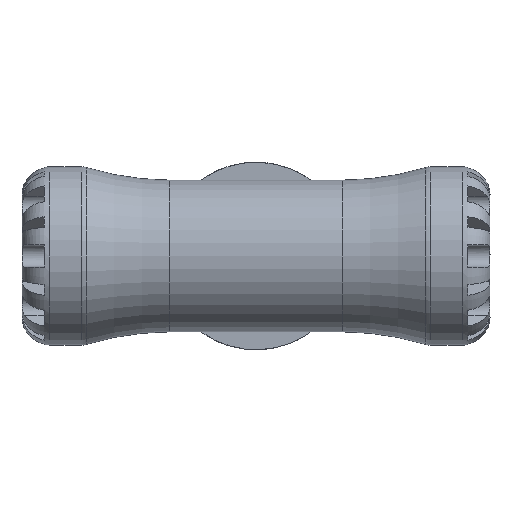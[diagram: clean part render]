
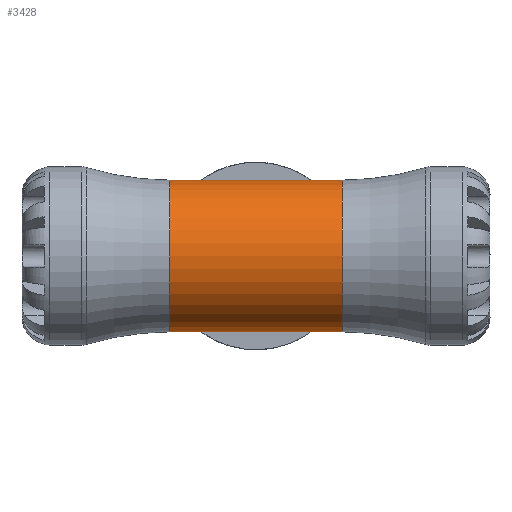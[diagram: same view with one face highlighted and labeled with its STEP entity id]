
A CAD part, front view. The second image highlights one B-rep face of the part: STEP entity #3428.
In plain terms, the highlighted cylindrical face has radius 24.65 mm (diameter 49.3 mm), a full revolution.
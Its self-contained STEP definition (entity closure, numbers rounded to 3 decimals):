
#604=B_SPLINE_CURVE_WITH_KNOTS('',3,(#4997,#4998,#4999,#5000,#5001,#5002,
#5003,#5004,#5005,#5006,#5007,#5008,#5009,#5010,#5011,#5012,#5013,#5014,
#5015,#5016,#5017,#5018,#5019,#5020,#5021,#5022,#5023,#5024,#5025,#5026,
#5027,#5028,#5029,#5030,#5031,#5032,#5033,#5034,#5035,#5036,#5037,#5038,
#5039,#5040,#5041,#5042,#5043,#5044,#5045,#5046,#5047,#5048,#5049,#5050,
#5051,#5052,#5053,#5054,#5055,#5056,#5057,#5058,#5059,#5060,#5061,#5062,
#5063,#5064,#5065,#5066,#5067,#5068,#5069,#5070),.UNSPECIFIED.,.T.,.F.,
(4,2,2,2,2,2,2,2,2,2,2,2,2,2,2,2,2,2,2,2,2,2,2,2,2,2,2,2,2,2,2,2,2,2,2,
2,4),(0.,0.265,0.531,1.062,1.592,
2.123,2.597,3.07,3.543,4.017,
4.49,4.963,5.437,5.91,6.441,
6.972,7.503,7.768,8.033,8.299,
8.564,9.095,9.626,10.157,10.63,
11.103,11.577,12.05,12.523,12.997,
13.47,13.944,14.474,15.005,15.536,
15.801,16.067),.UNSPECIFIED.);
#701=FACE_BOUND('',#938,.T.);
#702=FACE_BOUND('',#939,.T.);
#732=FACE_OUTER_BOUND('',#937,.T.);
#937=EDGE_LOOP('',(#2173));
#938=EDGE_LOOP('',(#2174));
#939=EDGE_LOOP('',(#2175));
#1173=CIRCLE('',#3636,24.65);
#1174=CIRCLE('',#3637,24.65);
#1349=VERTEX_POINT('',#4992);
#1350=VERTEX_POINT('',#4994);
#1351=VERTEX_POINT('',#4996);
#1674=EDGE_CURVE('',#1349,#1349,#1173,.T.);
#1675=EDGE_CURVE('',#1350,#1350,#1174,.T.);
#1676=EDGE_CURVE('',#1351,#1351,#604,.T.);
#2173=ORIENTED_EDGE('',*,*,#1674,.F.);
#2174=ORIENTED_EDGE('',*,*,#1675,.T.);
#2175=ORIENTED_EDGE('',*,*,#1676,.F.);
#3171=CYLINDRICAL_SURFACE('',#3635,24.65);
#3428=ADVANCED_FACE('',(#732,#701,#702),#3171,.T.);
#3635=AXIS2_PLACEMENT_3D('',#4991,#4018,#4019);
#3636=AXIS2_PLACEMENT_3D('',#4993,#4020,#4021);
#3637=AXIS2_PLACEMENT_3D('',#4995,#4022,#4023);
#4018=DIRECTION('center_axis',(1.,0.,0.));
#4019=DIRECTION('ref_axis',(0.,1.,0.));
#4020=DIRECTION('center_axis',(1.,0.,0.));
#4021=DIRECTION('ref_axis',(0.,0.,-1.));
#4022=DIRECTION('center_axis',(1.,0.,0.));
#4023=DIRECTION('ref_axis',(0.,0.,-1.));
#4991=CARTESIAN_POINT('Origin',(14.,0.,0.));
#4992=CARTESIAN_POINT('',(28.,24.65,0.));
#4993=CARTESIAN_POINT('Origin',(28.,0.,0.));
#4994=CARTESIAN_POINT('',(-28.,24.65,0.));
#4995=CARTESIAN_POINT('Origin',(-28.,0.,0.));
#4996=CARTESIAN_POINT('',(0.,8.33,-23.2));
#4997=CARTESIAN_POINT('Ctrl Pts',(0.,8.33,
-23.2));
#4998=CARTESIAN_POINT('Ctrl Pts',(-0.885,8.33,-23.2));
#4999=CARTESIAN_POINT('Ctrl Pts',(-1.71,8.47,-23.151));
#5000=CARTESIAN_POINT('Ctrl Pts',(-3.29,8.924,-22.979));
#5001=CARTESIAN_POINT('Ctrl Pts',(-4.044,9.237,-22.857));
#5002=CARTESIAN_POINT('Ctrl Pts',(-6.251,10.336,-22.392));
#5003=CARTESIAN_POINT('Ctrl Pts',(-7.649,11.271,-21.953));
#5004=CARTESIAN_POINT('Ctrl Pts',(-10.376,13.274,-20.803));
#5005=CARTESIAN_POINT('Ctrl Pts',(-11.693,14.34,-20.094));
#5006=CARTESIAN_POINT('Ctrl Pts',(-14.178,16.43,-18.424));
#5007=CARTESIAN_POINT('Ctrl Pts',(-15.347,17.455,-17.463));
#5008=CARTESIAN_POINT('Ctrl Pts',(-17.349,19.24,-15.461));
#5009=CARTESIAN_POINT('Ctrl Pts',(-18.266,20.073,-14.378));
#5010=CARTESIAN_POINT('Ctrl Pts',(-19.931,21.599,-11.965));
#5011=CARTESIAN_POINT('Ctrl Pts',(-20.677,22.29,-10.635));
#5012=CARTESIAN_POINT('Ctrl Pts',(-21.905,23.435,-7.796));
#5013=CARTESIAN_POINT('Ctrl Pts',(-22.389,23.888,-6.284));
#5014=CARTESIAN_POINT('Ctrl Pts',(-23.037,24.496,-3.175));
#5015=CARTESIAN_POINT('Ctrl Pts',(-23.2,24.65,-1.578));
#5016=CARTESIAN_POINT('Ctrl Pts',(-23.2,24.65,1.578));
#5017=CARTESIAN_POINT('Ctrl Pts',(-23.037,24.496,3.175));
#5018=CARTESIAN_POINT('Ctrl Pts',(-22.389,23.888,6.284));
#5019=CARTESIAN_POINT('Ctrl Pts',(-21.905,23.435,7.796));
#5020=CARTESIAN_POINT('Ctrl Pts',(-20.677,22.29,10.635));
#5021=CARTESIAN_POINT('Ctrl Pts',(-19.931,21.599,11.965));
#5022=CARTESIAN_POINT('Ctrl Pts',(-18.266,20.073,14.378));
#5023=CARTESIAN_POINT('Ctrl Pts',(-17.349,19.24,15.461));
#5024=CARTESIAN_POINT('Ctrl Pts',(-15.347,17.455,17.463));
#5025=CARTESIAN_POINT('Ctrl Pts',(-14.178,16.43,18.424));
#5026=CARTESIAN_POINT('Ctrl Pts',(-11.693,14.34,20.094));
#5027=CARTESIAN_POINT('Ctrl Pts',(-10.376,13.274,20.803));
#5028=CARTESIAN_POINT('Ctrl Pts',(-7.649,11.271,21.953));
#5029=CARTESIAN_POINT('Ctrl Pts',(-6.251,10.336,22.392));
#5030=CARTESIAN_POINT('Ctrl Pts',(-4.044,9.237,22.857));
#5031=CARTESIAN_POINT('Ctrl Pts',(-3.29,8.924,22.979));
#5032=CARTESIAN_POINT('Ctrl Pts',(-1.71,8.47,23.151));
#5033=CARTESIAN_POINT('Ctrl Pts',(-0.885,8.33,23.2));
#5034=CARTESIAN_POINT('Ctrl Pts',(0.885,8.33,23.2));
#5035=CARTESIAN_POINT('Ctrl Pts',(1.71,8.47,23.151));
#5036=CARTESIAN_POINT('Ctrl Pts',(3.29,8.924,22.979));
#5037=CARTESIAN_POINT('Ctrl Pts',(4.044,9.237,22.857));
#5038=CARTESIAN_POINT('Ctrl Pts',(6.251,10.336,22.392));
#5039=CARTESIAN_POINT('Ctrl Pts',(7.649,11.271,21.953));
#5040=CARTESIAN_POINT('Ctrl Pts',(10.376,13.274,20.803));
#5041=CARTESIAN_POINT('Ctrl Pts',(11.693,14.34,20.094));
#5042=CARTESIAN_POINT('Ctrl Pts',(14.178,16.43,18.424));
#5043=CARTESIAN_POINT('Ctrl Pts',(15.347,17.455,17.463));
#5044=CARTESIAN_POINT('Ctrl Pts',(17.349,19.24,15.461));
#5045=CARTESIAN_POINT('Ctrl Pts',(18.266,20.073,14.378));
#5046=CARTESIAN_POINT('Ctrl Pts',(19.931,21.599,11.965));
#5047=CARTESIAN_POINT('Ctrl Pts',(20.677,22.29,10.635));
#5048=CARTESIAN_POINT('Ctrl Pts',(21.905,23.435,7.796));
#5049=CARTESIAN_POINT('Ctrl Pts',(22.389,23.888,6.284));
#5050=CARTESIAN_POINT('Ctrl Pts',(23.037,24.496,3.175));
#5051=CARTESIAN_POINT('Ctrl Pts',(23.2,24.65,1.578));
#5052=CARTESIAN_POINT('Ctrl Pts',(23.2,24.65,-1.578));
#5053=CARTESIAN_POINT('Ctrl Pts',(23.037,24.496,-3.175));
#5054=CARTESIAN_POINT('Ctrl Pts',(22.389,23.888,-6.284));
#5055=CARTESIAN_POINT('Ctrl Pts',(21.905,23.435,-7.796));
#5056=CARTESIAN_POINT('Ctrl Pts',(20.677,22.29,-10.635));
#5057=CARTESIAN_POINT('Ctrl Pts',(19.931,21.599,-11.965));
#5058=CARTESIAN_POINT('Ctrl Pts',(18.266,20.073,-14.378));
#5059=CARTESIAN_POINT('Ctrl Pts',(17.349,19.24,-15.461));
#5060=CARTESIAN_POINT('Ctrl Pts',(15.347,17.455,-17.463));
#5061=CARTESIAN_POINT('Ctrl Pts',(14.178,16.43,-18.424));
#5062=CARTESIAN_POINT('Ctrl Pts',(11.693,14.34,-20.094));
#5063=CARTESIAN_POINT('Ctrl Pts',(10.376,13.274,-20.803));
#5064=CARTESIAN_POINT('Ctrl Pts',(7.649,11.271,-21.953));
#5065=CARTESIAN_POINT('Ctrl Pts',(6.251,10.336,-22.392));
#5066=CARTESIAN_POINT('Ctrl Pts',(4.044,9.237,-22.857));
#5067=CARTESIAN_POINT('Ctrl Pts',(3.29,8.924,-22.979));
#5068=CARTESIAN_POINT('Ctrl Pts',(1.71,8.47,-23.151));
#5069=CARTESIAN_POINT('Ctrl Pts',(0.885,8.33,-23.2));
#5070=CARTESIAN_POINT('Ctrl Pts',(0.,8.33,
-23.2));
